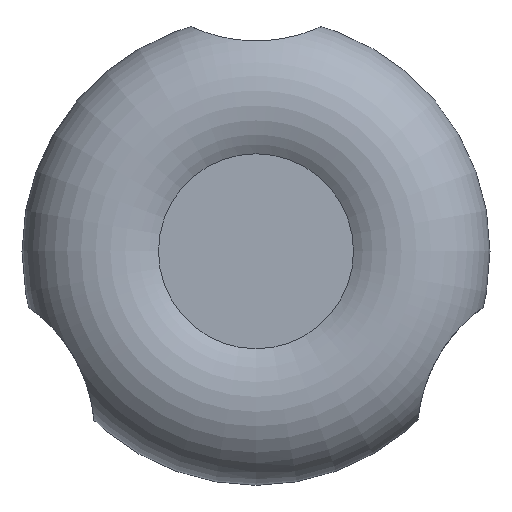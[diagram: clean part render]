
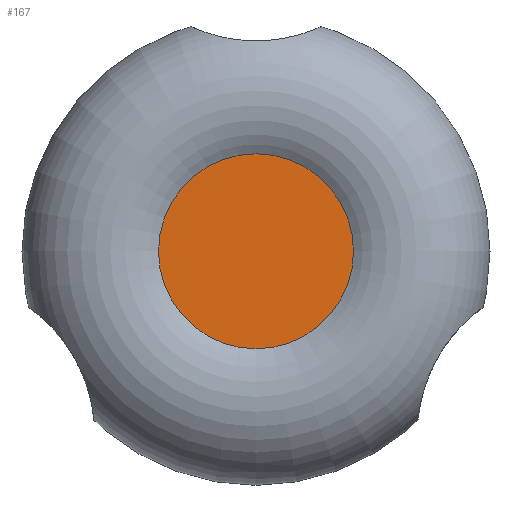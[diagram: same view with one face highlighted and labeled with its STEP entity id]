
A CAD part, top view. The second image highlights one B-rep face of the part: STEP entity #167.
In plain terms, the highlighted planar face has unit normal (0, 0, 1).
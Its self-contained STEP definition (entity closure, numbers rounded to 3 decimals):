
#167 = ADVANCED_FACE( '', ( #348 ), #349, .F. );
#348 = FACE_OUTER_BOUND( '', #526, .T. );
#349 = PLANE( '', #527 );
#526 = EDGE_LOOP( '', ( #937 ) );
#527 = AXIS2_PLACEMENT_3D( '', #938, #939, #940 );
#937 = ORIENTED_EDGE( '', *, *, #1054, .T. );
#938 = CARTESIAN_POINT( '', ( 0., 12.5, 36.374 ) );
#939 = DIRECTION( '', ( 0., 0., -1. ) );
#940 = DIRECTION( '', ( 0., 1., 0. ) );
#1054 = EDGE_CURVE( '', #1275, #1275, #1276, .T. );
#1275 = VERTEX_POINT( '', #1934 );
#1276 = CIRCLE( '', #1935, 12.5 );
#1934 = CARTESIAN_POINT( '', ( 0., -12.5, 36.374 ) );
#1935 = AXIS2_PLACEMENT_3D( '', #2374, #2375, #2376 );
#2374 = CARTESIAN_POINT( '', ( 0., 0., 36.374 ) );
#2375 = DIRECTION( '', ( 0., 0., 1. ) );
#2376 = DIRECTION( '', ( 0., -1., 0. ) );
